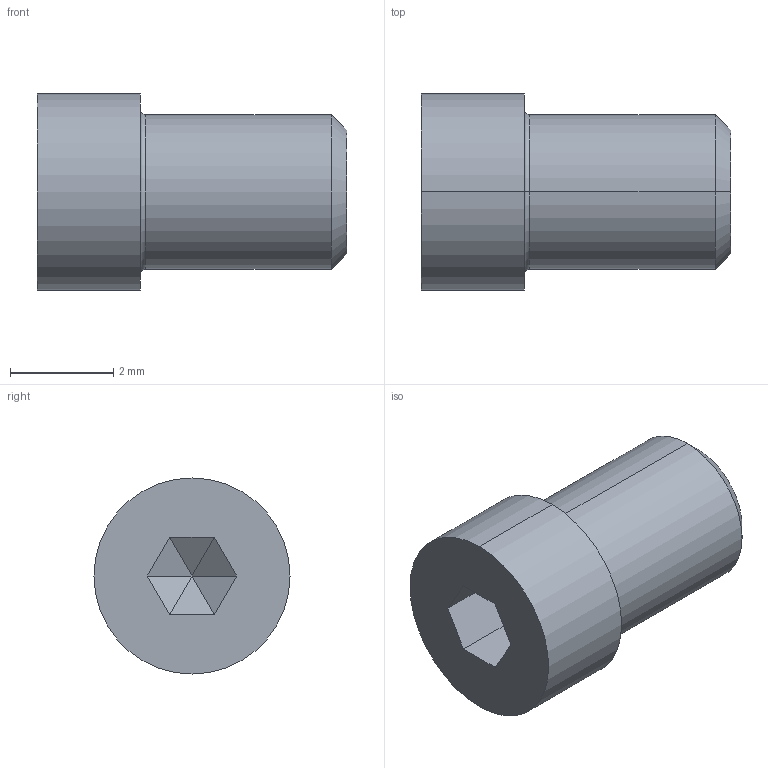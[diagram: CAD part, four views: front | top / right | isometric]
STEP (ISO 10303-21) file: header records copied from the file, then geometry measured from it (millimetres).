
FILE_DESCRIPTION (( 'STEP AP214' ), '1' );
FILE_NAME ('1719526419086.step', '2024-06-27T22:12:15', ( 'EC2' ), ( 'Amazon.com' ), 'STEP 2.0', 'fa-part.com 2020', '' );
FILE_SCHEMA (( 'AUTOMOTIVE_DESIGN' ));
Length unit declared in the file: millimetre
Products named in the file (1): 1719526419086
Bounding box: 6 x 3.8 x 3.8 mm (x, y, z)
Volume: 47.3 mm3; surface area: 90.3 mm2
Topology: 1 solids, 1 shells, 23 faces, 44 edges, 25 vertices
Faces by surface type: plane 15, cylinder 4, cone 2, torus 2
Entity records: 608 total; most frequent: CARTESIAN_POINT 111, DIRECTION 100, ORIENTED_EDGE 88, EDGE_CURVE 44, AXIS2_PLACEMENT_3D 38, VERTEX_POINT 25, EDGE_LOOP 25, VECTOR 24
